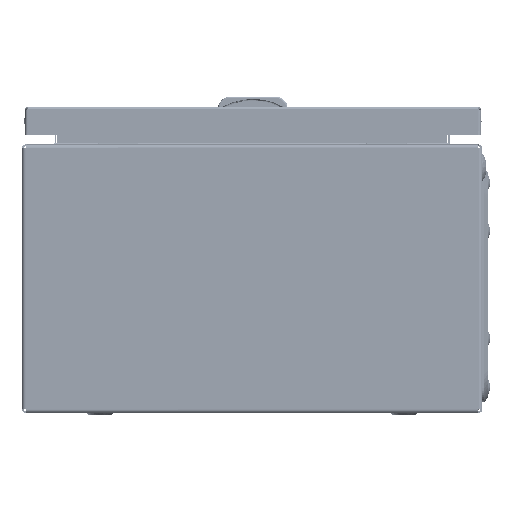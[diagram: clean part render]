
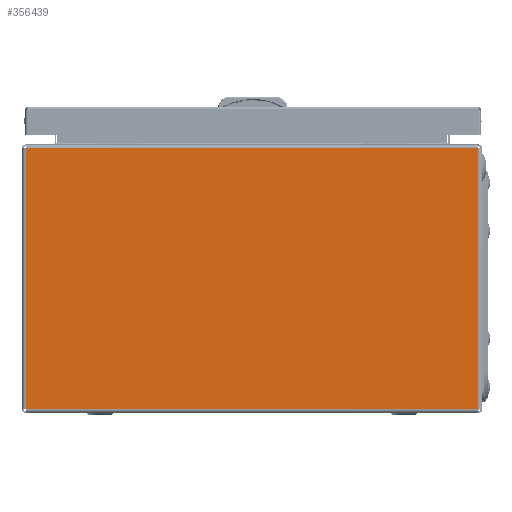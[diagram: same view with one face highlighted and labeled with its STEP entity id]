
A CAD part, left-side view. The second image highlights one B-rep face of the part: STEP entity #356439.
In plain terms, the highlighted planar face has unit normal (-1, 0, 0).
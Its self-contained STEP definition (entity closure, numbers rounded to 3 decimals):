
#2143 = PLANE ( 'NONE',  #286712 ) ;
#9842 = LINE ( 'NONE', #222799, #161352 ) ;
#10294 = DIRECTION ( 'NONE',  ( 0., 0., 1. ) ) ;
#12200 = DIRECTION ( 'NONE',  ( 0., 0., -1. ) ) ;
#22697 = EDGE_CURVE ( 'NONE', #69584, #189017, #248266, .T. ) ;
#26603 = CARTESIAN_POINT ( 'NONE',  ( -1.2, 85.1, 147. ) ) ;
#27249 = LINE ( 'NONE', #215355, #85218 ) ;
#29971 = VECTOR ( 'NONE', #12200, 1000. ) ;
#30768 = DIRECTION ( 'NONE',  ( 1., 0., 0. ) ) ;
#55381 = VERTEX_POINT ( 'NONE', #336149 ) ;
#63165 = FACE_OUTER_BOUND ( 'NONE', #242715, .T. ) ;
#67092 = ORIENTED_EDGE ( 'NONE', *, *, #22697, .F. ) ;
#69584 = VERTEX_POINT ( 'NONE', #307869 ) ;
#73421 = DIRECTION ( 'NONE',  ( 0., 0., -1. ) ) ;
#83157 = EDGE_CURVE ( 'NONE', #115356, #256001, #195500, .T. ) ;
#83309 = ORIENTED_EDGE ( 'NONE', *, *, #269922, .F. ) ;
#85218 = VECTOR ( 'NONE', #73421, 1000. ) ;
#88859 = CARTESIAN_POINT ( 'NONE',  ( -1.2, 85.1, -147.6 ) ) ;
#90689 = CARTESIAN_POINT ( 'NONE',  ( -1.2, -85.1, 148.8 ) ) ;
#106786 = EDGE_CURVE ( 'NONE', #235452, #256001, #27249, .T. ) ;
#112317 = ORIENTED_EDGE ( 'NONE', *, *, #106786, .T. ) ;
#115356 = VERTEX_POINT ( 'NONE', #119431 ) ;
#119431 = CARTESIAN_POINT ( 'NONE',  ( -1.2, 85.1, -147.6 ) ) ;
#119759 = VECTOR ( 'NONE', #10294, 1000. ) ;
#128100 = ORIENTED_EDGE ( 'NONE', *, *, #191282, .T. ) ;
#141563 = CARTESIAN_POINT ( 'NONE',  ( -1.2, -85.1, -148.8 ) ) ;
#161056 = VECTOR ( 'NONE', #221094, 1000. ) ;
#161352 = VECTOR ( 'NONE', #233458, 1000. ) ;
#175414 = CARTESIAN_POINT ( 'NONE',  ( -1.2, -85.1, -147.6 ) ) ;
#189017 = VERTEX_POINT ( 'NONE', #175414 ) ;
#191282 = EDGE_CURVE ( 'NONE', #69584, #55381, #312434, .T. ) ;
#195500 = LINE ( 'NONE', #322764, #119759 ) ;
#206833 = CARTESIAN_POINT ( 'NONE',  ( -1.2, 85.1, -147.3 ) ) ;
#213024 = ORIENTED_EDGE ( 'NONE', *, *, #364617, .F. ) ;
#213261 = VECTOR ( 'NONE', #289768, 1000. ) ;
#215355 = CARTESIAN_POINT ( 'NONE',  ( -1.2, 85.1, 147. ) ) ;
#219281 = LINE ( 'NONE', #88859, #237142 ) ;
#221094 = DIRECTION ( 'NONE',  ( 0., 0., 1. ) ) ;
#222799 = CARTESIAN_POINT ( 'NONE',  ( -1.2, 85.1, 147. ) ) ;
#230037 = DIRECTION ( 'NONE',  ( 0., 0., -1. ) ) ;
#233458 = DIRECTION ( 'NONE',  ( 0., -1., 0. ) ) ;
#235452 = VERTEX_POINT ( 'NONE', #26603 ) ;
#237142 = VECTOR ( 'NONE', #259399, 1000. ) ;
#242715 = EDGE_LOOP ( 'NONE', ( #83309, #112317, #249807, #293865, #67092, #128100, #213024 ) ) ;
#248266 = LINE ( 'NONE', #267444, #29971 ) ;
#249807 = ORIENTED_EDGE ( 'NONE', *, *, #83157, .F. ) ;
#256001 = VERTEX_POINT ( 'NONE', #206833 ) ;
#257654 = CARTESIAN_POINT ( 'NONE',  ( -1.2, -85.1, 147. ) ) ;
#259399 = DIRECTION ( 'NONE',  ( 0., -1., 0. ) ) ;
#267444 = CARTESIAN_POINT ( 'NONE',  ( -1.2, -85.1, 148.8 ) ) ;
#269922 = EDGE_CURVE ( 'NONE', #235452, #325818, #9842, .T. ) ;
#286712 = AXIS2_PLACEMENT_3D ( 'NONE', #141563, #30768, #230037 ) ;
#288888 = LINE ( 'NONE', #90689, #213261 ) ;
#289721 = EDGE_CURVE ( 'NONE', #115356, #189017, #219281, .T. ) ;
#289768 = DIRECTION ( 'NONE',  ( 0., 0., -1. ) ) ;
#293865 = ORIENTED_EDGE ( 'NONE', *, *, #289721, .T. ) ;
#307869 = CARTESIAN_POINT ( 'NONE',  ( -1.2, -85.1, -147.55 ) ) ;
#312434 = LINE ( 'NONE', #364115, #161056 ) ;
#322764 = CARTESIAN_POINT ( 'NONE',  ( -1.2, 85.1, 148.8 ) ) ;
#325818 = VERTEX_POINT ( 'NONE', #257654 ) ;
#336149 = CARTESIAN_POINT ( 'NONE',  ( -1.2, -85.1, 146.95 ) ) ;
#356439 = ADVANCED_FACE ( 'NONE', ( #63165 ), #2143, .F. ) ;
#364115 = CARTESIAN_POINT ( 'NONE',  ( -1.2, -85.1, -147.55 ) ) ;
#364617 = EDGE_CURVE ( 'NONE', #325818, #55381, #288888, .T. ) ;
